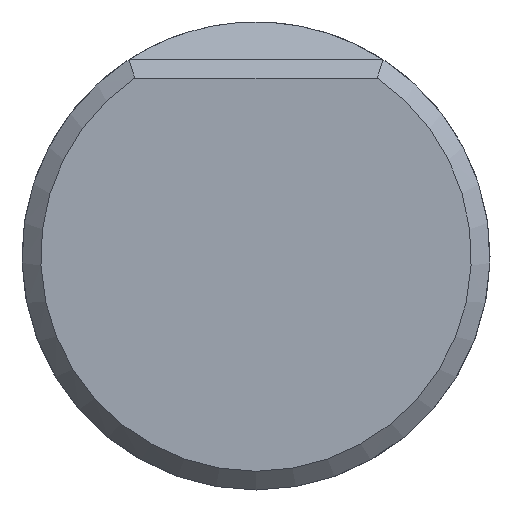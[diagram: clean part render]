
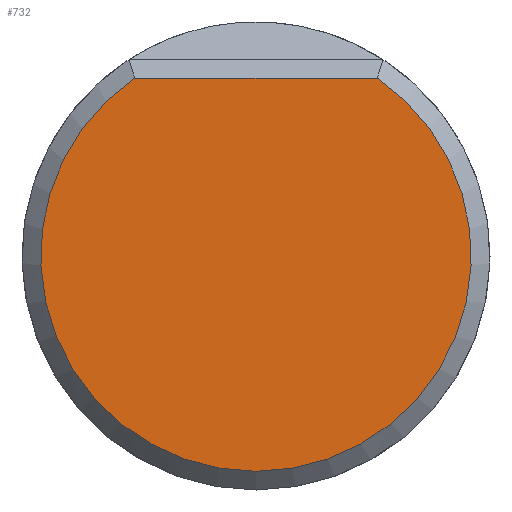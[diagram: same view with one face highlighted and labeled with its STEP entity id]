
A CAD part, front view. The second image highlights one B-rep face of the part: STEP entity #732.
In plain terms, the highlighted planar face has unit normal (0, -1, 0).
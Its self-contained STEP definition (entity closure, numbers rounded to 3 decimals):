
#13 = ORIENTED_EDGE ( 'NONE', *, *, #475, .T. ) ;
#14 = DIRECTION ( 'NONE',  ( 0., 1., 0. ) ) ;
#20 = CARTESIAN_POINT ( 'NONE',  ( 0., 0., 0. ) ) ;
#22 = EDGE_CURVE ( 'NONE', #218, #674, #502, .T. ) ;
#81 = VECTOR ( 'NONE', #245, 1000. ) ;
#92 = CARTESIAN_POINT ( 'NONE',  ( 6.481, 0., 9.5 ) ) ;
#152 = DIRECTION ( 'NONE',  ( 0., 0., 1. ) ) ;
#218 = VERTEX_POINT ( 'NONE', #749 ) ;
#245 = DIRECTION ( 'NONE',  ( -1., 0., 0. ) ) ;
#252 = ORIENTED_EDGE ( 'NONE', *, *, #22, .T. ) ;
#260 = DIRECTION ( 'NONE',  ( 0., 0., 1. ) ) ;
#329 = PLANE ( 'NONE',  #470 ) ;
#368 = CARTESIAN_POINT ( 'NONE',  ( 0., 0., 9.5 ) ) ;
#440 = DIRECTION ( 'NONE',  ( 0., -1., 0. ) ) ;
#444 = EDGE_LOOP ( 'NONE', ( #252, #13 ) ) ;
#446 = CARTESIAN_POINT ( 'NONE',  ( 0., 0., 0. ) ) ;
#470 = AXIS2_PLACEMENT_3D ( 'NONE', #20, #14, #152 ) ;
#475 = EDGE_CURVE ( 'NONE', #674, #218, #684, .T. ) ;
#502 = CIRCLE ( 'NONE', #523, 11.5 ) ;
#523 = AXIS2_PLACEMENT_3D ( 'NONE', #446, #440, #260 ) ;
#674 = VERTEX_POINT ( 'NONE', #92 ) ;
#684 = LINE ( 'NONE', #368, #81 ) ;
#708 = FACE_OUTER_BOUND ( 'NONE', #444, .T. ) ;
#732 = ADVANCED_FACE ( 'NONE', ( #708 ), #329, .F. ) ;
#749 = CARTESIAN_POINT ( 'NONE',  ( -6.481, 0., 9.5 ) ) ;
